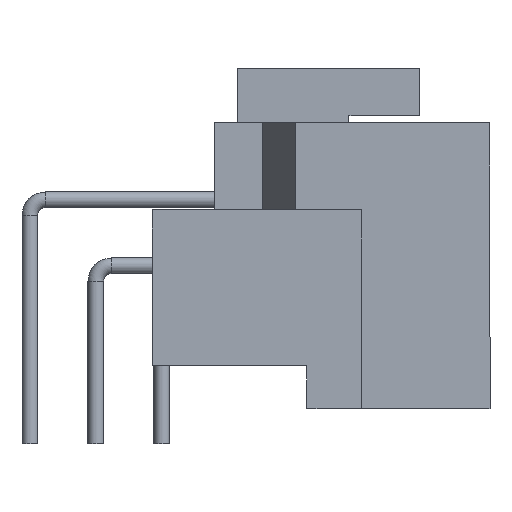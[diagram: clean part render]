
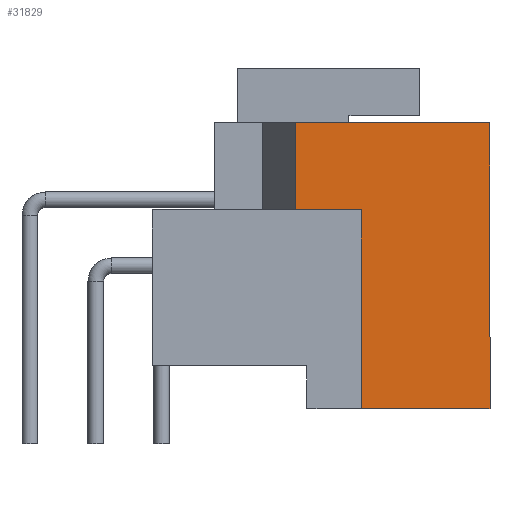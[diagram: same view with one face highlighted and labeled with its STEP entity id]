
A CAD part, front view. The second image highlights one B-rep face of the part: STEP entity #31829.
In plain terms, the highlighted planar face has unit normal (0, -1, 0).
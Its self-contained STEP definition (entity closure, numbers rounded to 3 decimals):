
#31237=CARTESIAN_POINT('',(7.69,-83.12,6.));
#31238=VERTEX_POINT('',#31237);
#31245=CARTESIAN_POINT('',(5.138,-83.12,6.));
#31246=VERTEX_POINT('',#31245);
#31247=CARTESIAN_POINT('',(5.138,-83.12,6.));
#31248=DIRECTION('',(1.0,0.0,0.0));
#31249=VECTOR('',#31248,2.552);
#31250=LINE('',#31247,#31249);
#31251=EDGE_CURVE('',#31246,#31238,#31250,.T.);
#31667=CARTESIAN_POINT('',(12.64,-83.12,9.35));
#31668=VERTEX_POINT('',#31667);
#31675=CARTESIAN_POINT('',(12.64,-83.12,-1.65));
#31676=VERTEX_POINT('',#31675);
#31677=CARTESIAN_POINT('',(12.64,-83.12,-1.65));
#31678=DIRECTION('',(0.0,0.0,1.0));
#31679=VECTOR('',#31678,11.);
#31680=LINE('',#31677,#31679);
#31681=EDGE_CURVE('',#31676,#31668,#31680,.T.);
#31792=CARTESIAN_POINT('',(5.59,-83.12,0.));
#31793=DIRECTION('',(0.0,-1.0,0.0));
#31794=DIRECTION('',(0.0,0.0,-1.0));
#31795=AXIS2_PLACEMENT_3D('',#31792,#31793,#31794);
#31796=PLANE('',#31795);
#31797=CARTESIAN_POINT('',(7.69,-83.12,-1.65));
#31798=VERTEX_POINT('',#31797);
#31799=CARTESIAN_POINT('',(7.69,-83.12,6.));
#31800=DIRECTION('',(0.0,0.0,-1.0));
#31801=VECTOR('',#31800,7.65);
#31802=LINE('',#31799,#31801);
#31803=EDGE_CURVE('',#31238,#31798,#31802,.T.);
#31804=ORIENTED_EDGE('',*,*,#31803,.T.);
#31805=CARTESIAN_POINT('',(7.69,-83.12,-1.65));
#31806=DIRECTION('',(1.0,0.0,0.0));
#31807=VECTOR('',#31806,4.95);
#31808=LINE('',#31805,#31807);
#31809=EDGE_CURVE('',#31798,#31676,#31808,.T.);
#31810=ORIENTED_EDGE('',*,*,#31809,.T.);
#31811=ORIENTED_EDGE('',*,*,#31681,.T.);
#31812=CARTESIAN_POINT('',(5.138,-83.12,9.35));
#31813=VERTEX_POINT('',#31812);
#31814=CARTESIAN_POINT('',(12.64,-83.12,9.35));
#31815=DIRECTION('',(-1.0,0.0,0.0));
#31816=VECTOR('',#31815,7.502);
#31817=LINE('',#31814,#31816);
#31818=EDGE_CURVE('',#31668,#31813,#31817,.T.);
#31819=ORIENTED_EDGE('',*,*,#31818,.T.);
#31820=CARTESIAN_POINT('',(5.138,-83.12,6.));
#31821=DIRECTION('',(0.0,0.0,1.0));
#31822=VECTOR('',#31821,3.35);
#31823=LINE('',#31820,#31822);
#31824=EDGE_CURVE('',#31246,#31813,#31823,.T.);
#31825=ORIENTED_EDGE('',*,*,#31824,.F.);
#31826=ORIENTED_EDGE('',*,*,#31251,.T.);
#31827=EDGE_LOOP('',(#31804,#31810,#31811,#31819,#31825,#31826));
#31828=FACE_OUTER_BOUND('',#31827,.T.);
#31829=ADVANCED_FACE('',(#31828),#31796,.T.);
